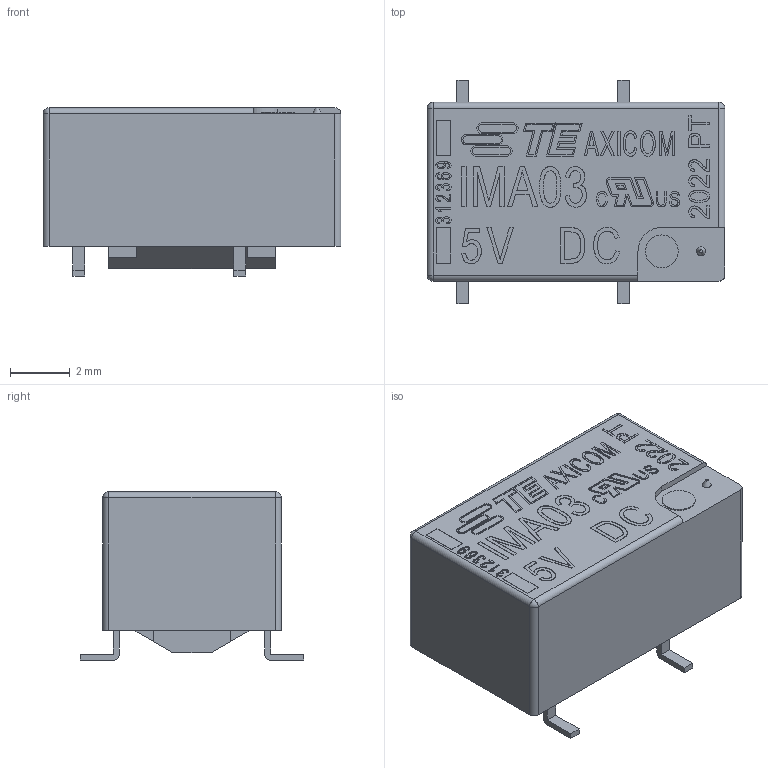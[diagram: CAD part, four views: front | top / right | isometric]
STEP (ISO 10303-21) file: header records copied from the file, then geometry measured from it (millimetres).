
FILE_DESCRIPTION(('STEP AP214'), '1');
FILE_NAME('IMA03CGR Relay (TE Connectivity)', '', ('UNSPECIFIED'), ('UNSPECIFIED'), 'ASCON STEP Converter 1.6', 'ASCON Math Kernel', '');
FILE_SCHEMA(('AUTOMOTIVE_DESIGN { 1 0 10303 214 3 1 1}'));
Length unit declared in the file: millimetre
Bounding box: 10 x 7.5 x 5.65 mm (x, y, z)
Volume: 285.3 mm3; surface area: 287.9 mm2
Topology: 5 solids, 5 shells, 1492 faces, 4247 edges, 2819 vertices
Faces by surface type: plane 888, cylinder 596, sphere 7, cone 1
Full cylindrical faces by diameter (mm): 1.1 x3
Entity records: 60554 total; most frequent: CARTESIAN_POINT 8596, ORIENTED_EDGE 8472, DIRECTION 8380, EDGE_CURVE 4236, LINE 3046, VECTOR 3046, VERTEX_POINT 2819, AXIS2_PLACEMENT_3D 2667
